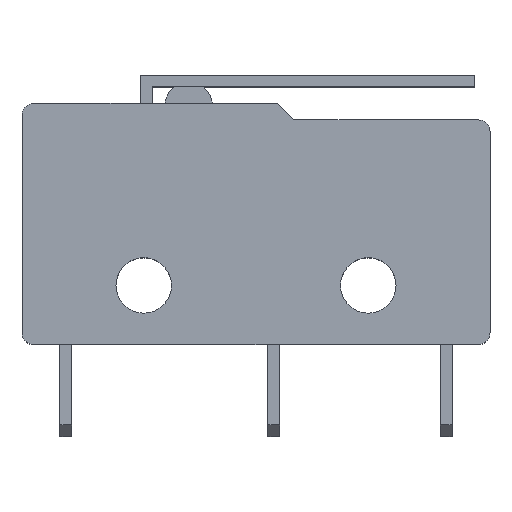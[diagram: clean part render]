
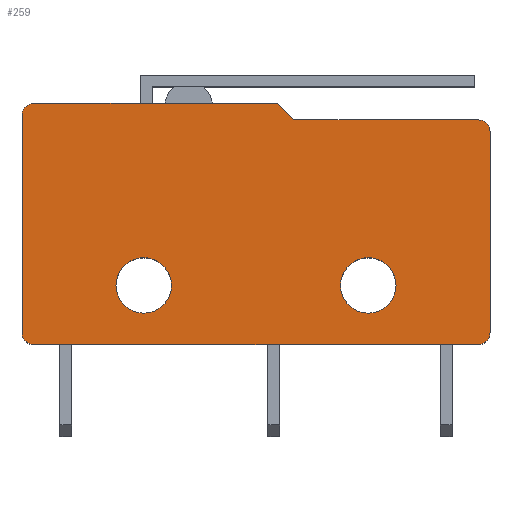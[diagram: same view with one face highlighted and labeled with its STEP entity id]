
A CAD part, top view. The second image highlights one B-rep face of the part: STEP entity #259.
In plain terms, the highlighted planar face has unit normal (0, 0, 1).
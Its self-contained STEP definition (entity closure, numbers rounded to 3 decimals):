
#8 = DIRECTION ( 'NONE',  ( -1., 0., 0. ) ) ;
#14 = VERTEX_POINT ( 'NONE', #1054 ) ;
#18 = CARTESIAN_POINT ( 'NONE',  ( 4.75, -2.6, 6.4 ) ) ;
#24 = ORIENTED_EDGE ( 'NONE', *, *, #906, .F. ) ;
#39 = CIRCLE ( 'NONE', #1238, 1.175 ) ;
#45 = DIRECTION ( 'NONE',  ( 0., 0., -1. ) ) ;
#48 = CIRCLE ( 'NONE', #1036, 0.5 ) ;
#59 = EDGE_CURVE ( 'NONE', #950, #782, #1274, .T. ) ;
#61 = FACE_BOUND ( 'NONE', #1355, .T. ) ;
#68 = VERTEX_POINT ( 'NONE', #220 ) ;
#74 = VERTEX_POINT ( 'NONE', #821 ) ;
#89 = CARTESIAN_POINT ( 'NONE',  ( 9.4, -4.6, 6.4 ) ) ;
#95 = DIRECTION ( 'NONE',  ( 0., -1., 0. ) ) ;
#98 = DIRECTION ( 'NONE',  ( -1., 0., 0. ) ) ;
#117 = EDGE_CURVE ( 'NONE', #782, #794, #1303, .T. ) ;
#122 = LINE ( 'NONE', #1414, #657 ) ;
#130 = CARTESIAN_POINT ( 'NONE',  ( -4.75, -2.6, 6.4 ) ) ;
#144 = EDGE_CURVE ( 'NONE', #1394, #440, #1435, .T. ) ;
#167 = CARTESIAN_POINT ( 'NONE',  ( 4.75, -2.6, 6.4 ) ) ;
#187 = VERTEX_POINT ( 'NONE', #242 ) ;
#220 = CARTESIAN_POINT ( 'NONE',  ( 9.4, 4.4, 6.4 ) ) ;
#229 = DIRECTION ( 'NONE',  ( 0., 0., 1. ) ) ;
#239 = EDGE_CURVE ( 'NONE', #1330, #14, #1179, .T. ) ;
#242 = CARTESIAN_POINT ( 'NONE',  ( 9.9, 3.9, 6.4 ) ) ;
#245 = VECTOR ( 'NONE', #98, 1000. ) ;
#259 = ADVANCED_FACE ( 'NONE', ( #282, #61, #1472 ), #977, .F. ) ;
#275 = VERTEX_POINT ( 'NONE', #893 ) ;
#282 = FACE_BOUND ( 'NONE', #647, .T. ) ;
#347 = VECTOR ( 'NONE', #1505, 1000. ) ;
#357 = ORIENTED_EDGE ( 'NONE', *, *, #144, .T. ) ;
#370 = DIRECTION ( 'NONE',  ( 0., 0., 1. ) ) ;
#391 = EDGE_CURVE ( 'NONE', #275, #187, #1041, .T. ) ;
#411 = CARTESIAN_POINT ( 'NONE',  ( 3.575, -2.6, 6.4 ) ) ;
#416 = DIRECTION ( 'NONE',  ( -1., 0., 0. ) ) ;
#440 = VERTEX_POINT ( 'NONE', #701 ) ;
#446 = ORIENTED_EDGE ( 'NONE', *, *, #239, .F. ) ;
#449 = CARTESIAN_POINT ( 'NONE',  ( -9.9, 4.6, 6.4 ) ) ;
#450 = AXIS2_PLACEMENT_3D ( 'NONE', #1297, #1441, #1089 ) ;
#454 = EDGE_CURVE ( 'NONE', #950, #74, #682, .T. ) ;
#487 = ORIENTED_EDGE ( 'NONE', *, *, #752, .T. ) ;
#492 = DIRECTION ( 'NONE',  ( 1., 0., 0. ) ) ;
#502 = ORIENTED_EDGE ( 'NONE', *, *, #926, .F. ) ;
#515 = DIRECTION ( 'NONE',  ( 1., 0., 0. ) ) ;
#523 = ORIENTED_EDGE ( 'NONE', *, *, #117, .T. ) ;
#528 = CARTESIAN_POINT ( 'NONE',  ( -9.4, -4.6, 6.4 ) ) ;
#566 = DIRECTION ( 'NONE',  ( -1., 0., 0. ) ) ;
#605 = DIRECTION ( 'NONE',  ( 1., 0., 0. ) ) ;
#611 = DIRECTION ( 'NONE',  ( 1., 0., 0. ) ) ;
#613 = DIRECTION ( 'NONE',  ( 0., 0., 1. ) ) ;
#647 = EDGE_LOOP ( 'NONE', ( #1048, #24 ) ) ;
#657 = VECTOR ( 'NONE', #700, 1000. ) ;
#667 = CARTESIAN_POINT ( 'NONE',  ( -9.4, -5.1, 6.4 ) ) ;
#672 = AXIS2_PLACEMENT_3D ( 'NONE', #1464, #45, #416 ) ;
#682 = LINE ( 'NONE', #832, #888 ) ;
#700 = DIRECTION ( 'NONE',  ( 1., 0., 0. ) ) ;
#701 = CARTESIAN_POINT ( 'NONE',  ( 9.4, -5.1, 6.4 ) ) ;
#704 = CIRCLE ( 'NONE', #1416, 1.175 ) ;
#728 = AXIS2_PLACEMENT_3D ( 'NONE', #1060, #229, #611 ) ;
#731 = DIRECTION ( 'NONE',  ( 0.707, -0.707, 0. ) ) ;
#734 = ORIENTED_EDGE ( 'NONE', *, *, #454, .F. ) ;
#752 = EDGE_CURVE ( 'NONE', #794, #1410, #1495, .T. ) ;
#778 = VECTOR ( 'NONE', #95, 1000. ) ;
#782 = VERTEX_POINT ( 'NONE', #1017 ) ;
#794 = VERTEX_POINT ( 'NONE', #449 ) ;
#800 = CARTESIAN_POINT ( 'NONE',  ( 9.9, 5.1, 6.4 ) ) ;
#807 = CIRCLE ( 'NONE', #728, 1.175 ) ;
#821 = CARTESIAN_POINT ( 'NONE',  ( 1.605, 4.4, 6.4 ) ) ;
#832 = CARTESIAN_POINT ( 'NONE',  ( 3.003, 3.003, 6.4 ) ) ;
#845 = CARTESIAN_POINT ( 'NONE',  ( 0.905, 5.1, 6.4 ) ) ;
#864 = VECTOR ( 'NONE', #515, 1000. ) ;
#878 = DIRECTION ( 'NONE',  ( 1., 0., 0. ) ) ;
#888 = VECTOR ( 'NONE', #731, 1000. ) ;
#889 = VERTEX_POINT ( 'NONE', #946 ) ;
#893 = CARTESIAN_POINT ( 'NONE',  ( 9.9, -4.6, 6.4 ) ) ;
#906 = EDGE_CURVE ( 'NONE', #1006, #889, #704, .T. ) ;
#925 = CIRCLE ( 'NONE', #1290, 0.5 ) ;
#926 = EDGE_CURVE ( 'NONE', #14, #1330, #39, .T. ) ;
#927 = CIRCLE ( 'NONE', #1493, 0.5 ) ;
#930 = DIRECTION ( 'NONE',  ( 0., 0., 1. ) ) ;
#946 = CARTESIAN_POINT ( 'NONE',  ( -3.575, -2.6, 6.4 ) ) ;
#950 = VERTEX_POINT ( 'NONE', #845 ) ;
#968 = EDGE_CURVE ( 'NONE', #74, #68, #122, .T. ) ;
#977 = PLANE ( 'NONE',  #672 ) ;
#981 = EDGE_LOOP ( 'NONE', ( #1058, #1307, #1121, #734, #1182, #523, #487, #1244, #357, #1515 ) ) ;
#1006 = VERTEX_POINT ( 'NONE', #1108 ) ;
#1017 = CARTESIAN_POINT ( 'NONE',  ( -9.4, 5.1, 6.4 ) ) ;
#1031 = EDGE_CURVE ( 'NONE', #1410, #1394, #925, .T. ) ;
#1036 = AXIS2_PLACEMENT_3D ( 'NONE', #89, #1507, #566 ) ;
#1041 = LINE ( 'NONE', #1390, #347 ) ;
#1048 = ORIENTED_EDGE ( 'NONE', *, *, #1163, .F. ) ;
#1054 = CARTESIAN_POINT ( 'NONE',  ( 5.925, -2.6, 6.4 ) ) ;
#1058 = ORIENTED_EDGE ( 'NONE', *, *, #391, .T. ) ;
#1060 = CARTESIAN_POINT ( 'NONE',  ( -4.75, -2.6, 6.4 ) ) ;
#1089 = DIRECTION ( 'NONE',  ( -1., 0., 0. ) ) ;
#1108 = CARTESIAN_POINT ( 'NONE',  ( -5.925, -2.6, 6.4 ) ) ;
#1121 = ORIENTED_EDGE ( 'NONE', *, *, #968, .F. ) ;
#1127 = DIRECTION ( 'NONE',  ( 0., 0., 1. ) ) ;
#1134 = CARTESIAN_POINT ( 'NONE',  ( -9.9, 5.1, 6.4 ) ) ;
#1137 = CARTESIAN_POINT ( 'NONE',  ( -9.9, -4.6, 6.4 ) ) ;
#1163 = EDGE_CURVE ( 'NONE', #889, #1006, #807, .T. ) ;
#1171 = EDGE_CURVE ( 'NONE', #187, #68, #927, .T. ) ;
#1179 = CIRCLE ( 'NONE', #1325, 1.175 ) ;
#1182 = ORIENTED_EDGE ( 'NONE', *, *, #59, .T. ) ;
#1196 = DIRECTION ( 'NONE',  ( 0., 0., 1. ) ) ;
#1238 = AXIS2_PLACEMENT_3D ( 'NONE', #18, #370, #492 ) ;
#1244 = ORIENTED_EDGE ( 'NONE', *, *, #1031, .T. ) ;
#1270 = CARTESIAN_POINT ( 'NONE',  ( 9.4, 3.9, 6.4 ) ) ;
#1274 = LINE ( 'NONE', #800, #245 ) ;
#1290 = AXIS2_PLACEMENT_3D ( 'NONE', #528, #1196, #1462 ) ;
#1297 = CARTESIAN_POINT ( 'NONE',  ( -9.4, 4.6, 6.4 ) ) ;
#1303 = CIRCLE ( 'NONE', #450, 0.5 ) ;
#1307 = ORIENTED_EDGE ( 'NONE', *, *, #1171, .T. ) ;
#1319 = CARTESIAN_POINT ( 'NONE',  ( 9.9, -5.1, 6.4 ) ) ;
#1325 = AXIS2_PLACEMENT_3D ( 'NONE', #167, #1127, #878 ) ;
#1330 = VERTEX_POINT ( 'NONE', #411 ) ;
#1355 = EDGE_LOOP ( 'NONE', ( #502, #446 ) ) ;
#1390 = CARTESIAN_POINT ( 'NONE',  ( 9.9, 5.1, 6.4 ) ) ;
#1394 = VERTEX_POINT ( 'NONE', #667 ) ;
#1410 = VERTEX_POINT ( 'NONE', #1137 ) ;
#1414 = CARTESIAN_POINT ( 'NONE',  ( 0., 4.4, 6.4 ) ) ;
#1415 = EDGE_CURVE ( 'NONE', #440, #275, #48, .T. ) ;
#1416 = AXIS2_PLACEMENT_3D ( 'NONE', #130, #613, #605 ) ;
#1435 = LINE ( 'NONE', #1319, #864 ) ;
#1441 = DIRECTION ( 'NONE',  ( 0., 0., 1. ) ) ;
#1462 = DIRECTION ( 'NONE',  ( -1., 0., 0. ) ) ;
#1464 = CARTESIAN_POINT ( 'NONE',  ( 0., 0., 6.4 ) ) ;
#1472 = FACE_OUTER_BOUND ( 'NONE', #981, .T. ) ;
#1493 = AXIS2_PLACEMENT_3D ( 'NONE', #1270, #930, #8 ) ;
#1495 = LINE ( 'NONE', #1134, #778 ) ;
#1505 = DIRECTION ( 'NONE',  ( 0., 1., 0. ) ) ;
#1507 = DIRECTION ( 'NONE',  ( 0., 0., 1. ) ) ;
#1515 = ORIENTED_EDGE ( 'NONE', *, *, #1415, .T. ) ;
